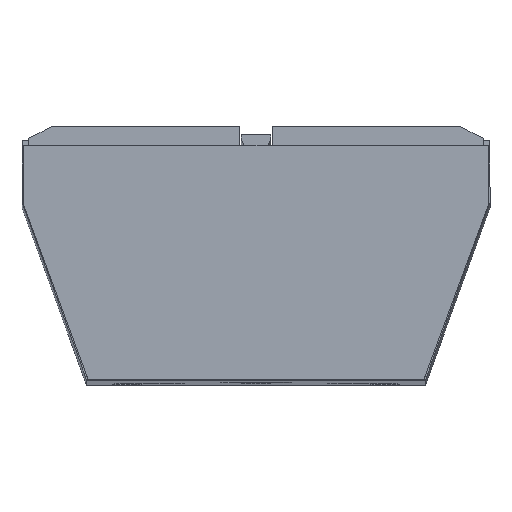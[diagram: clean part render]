
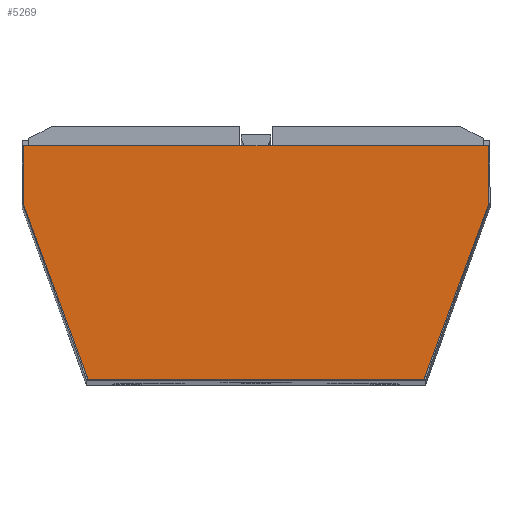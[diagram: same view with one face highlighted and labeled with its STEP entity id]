
A CAD part, top view. The second image highlights one B-rep face of the part: STEP entity #5269.
In plain terms, the highlighted planar face has unit normal (0, 0, 1).
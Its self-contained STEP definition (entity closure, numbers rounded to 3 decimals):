
#257 = ORIENTED_EDGE ( 'NONE', *, *, #10264, .F. ) ;
#435 = EDGE_LOOP ( 'NONE', ( #3096, #6614, #11150, #257, #3025, #1113 ) ) ;
#1095 = VERTEX_POINT ( 'NONE', #12507 ) ;
#1113 = ORIENTED_EDGE ( 'NONE', *, *, #4085, .F. ) ;
#1186 = VECTOR ( 'NONE', #7506, 1000. ) ;
#1234 = CARTESIAN_POINT ( 'NONE',  ( -39.688, -2.266, 253. ) ) ;
#1786 = VECTOR ( 'NONE', #2080, 1000. ) ;
#1967 = CARTESIAN_POINT ( 'NONE',  ( 39.687, -2.266, 253. ) ) ;
#2080 = DIRECTION ( 'NONE',  ( 0., -1., 0. ) ) ;
#2475 = LINE ( 'NONE', #5206, #7840 ) ;
#3025 = ORIENTED_EDGE ( 'NONE', *, *, #8052, .F. ) ;
#3096 = ORIENTED_EDGE ( 'NONE', *, *, #10321, .F. ) ;
#3097 = VERTEX_POINT ( 'NONE', #5860 ) ;
#3283 = CARTESIAN_POINT ( 'NONE',  ( 39.687, -2.266, 253. ) ) ;
#3346 = VECTOR ( 'NONE', #12513, 1000. ) ;
#3419 = DIRECTION ( 'NONE',  ( 0., 0., 1. ) ) ;
#4041 = LINE ( 'NONE', #6019, #4931 ) ;
#4085 = EDGE_CURVE ( 'NONE', #5451, #4167, #4041, .T. ) ;
#4167 = VERTEX_POINT ( 'NONE', #3283 ) ;
#4931 = VECTOR ( 'NONE', #11783, 1000. ) ;
#5206 = CARTESIAN_POINT ( 'NONE',  ( -28.688, -42.266, 253. ) ) ;
#5269 = ADVANCED_FACE ( 'NONE', ( #5634 ), #9505, .T. ) ;
#5365 = AXIS2_PLACEMENT_3D ( 'NONE', #5511, #3419, #5456 ) ;
#5451 = VERTEX_POINT ( 'NONE', #1234 ) ;
#5456 = DIRECTION ( 'NONE',  ( 1., 0., 0. ) ) ;
#5511 = CARTESIAN_POINT ( 'NONE',  ( -39.688, -42.266, 253. ) ) ;
#5634 = FACE_OUTER_BOUND ( 'NONE', #435, .T. ) ;
#5860 = CARTESIAN_POINT ( 'NONE',  ( -39.688, -12.366, 253. ) ) ;
#6019 = CARTESIAN_POINT ( 'NONE',  ( 39.687, -2.266, 253. ) ) ;
#6445 = LINE ( 'NONE', #10244, #1186 ) ;
#6614 = ORIENTED_EDGE ( 'NONE', *, *, #8747, .F. ) ;
#6858 = LINE ( 'NONE', #10729, #3346 ) ;
#6911 = DIRECTION ( 'NONE',  ( 0., 1., 0. ) ) ;
#6957 = LINE ( 'NONE', #1967, #1786 ) ;
#7345 = DIRECTION ( 'NONE',  ( -1., 0., 0. ) ) ;
#7506 = DIRECTION ( 'NONE',  ( -0.345, 0.939, 0. ) ) ;
#7681 = CARTESIAN_POINT ( 'NONE',  ( -39.688, -2.266, 253. ) ) ;
#7840 = VECTOR ( 'NONE', #7345, 1000. ) ;
#7846 = EDGE_CURVE ( 'NONE', #9971, #10786, #2475, .T. ) ;
#8052 = EDGE_CURVE ( 'NONE', #4167, #1095, #6957, .T. ) ;
#8581 = CARTESIAN_POINT ( 'NONE',  ( -28.688, -42.266, 253. ) ) ;
#8747 = EDGE_CURVE ( 'NONE', #10786, #3097, #6445, .T. ) ;
#8818 = LINE ( 'NONE', #7681, #11454 ) ;
#8896 = CARTESIAN_POINT ( 'NONE',  ( 28.687, -42.266, 253. ) ) ;
#9505 = PLANE ( 'NONE',  #5365 ) ;
#9971 = VERTEX_POINT ( 'NONE', #8896 ) ;
#10244 = CARTESIAN_POINT ( 'NONE',  ( -28.688, -42.266, 253. ) ) ;
#10264 = EDGE_CURVE ( 'NONE', #1095, #9971, #6858, .T. ) ;
#10321 = EDGE_CURVE ( 'NONE', #3097, #5451, #8818, .T. ) ;
#10729 = CARTESIAN_POINT ( 'NONE',  ( 39.687, -12.366, 253. ) ) ;
#10786 = VERTEX_POINT ( 'NONE', #8581 ) ;
#11150 = ORIENTED_EDGE ( 'NONE', *, *, #7846, .F. ) ;
#11454 = VECTOR ( 'NONE', #6911, 1000. ) ;
#11783 = DIRECTION ( 'NONE',  ( 1., 0., 0. ) ) ;
#12507 = CARTESIAN_POINT ( 'NONE',  ( 39.687, -12.366, 253. ) ) ;
#12513 = DIRECTION ( 'NONE',  ( -0.345, -0.939, 0. ) ) ;
